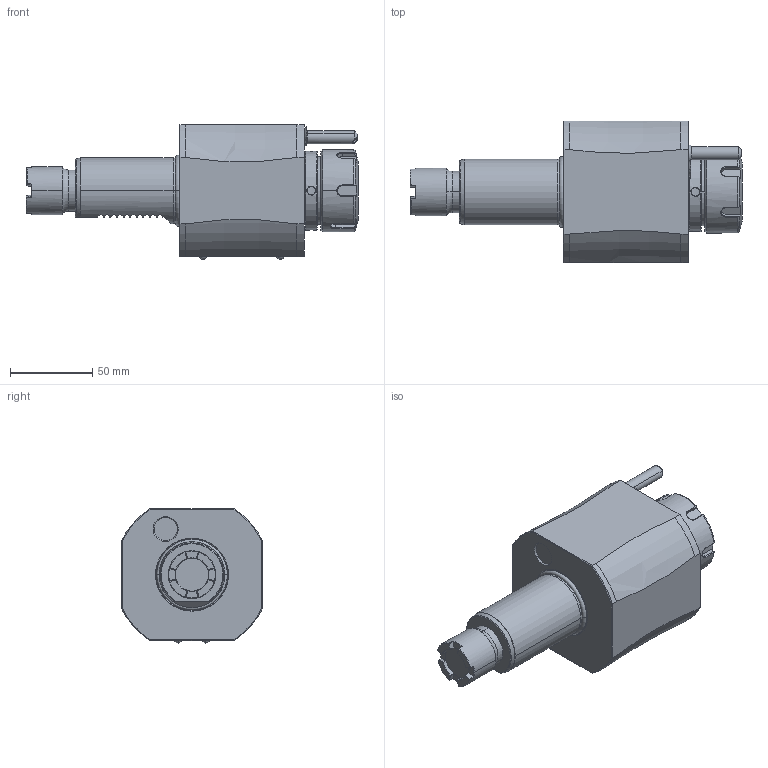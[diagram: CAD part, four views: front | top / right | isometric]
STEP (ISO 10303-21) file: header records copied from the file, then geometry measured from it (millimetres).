
FILE_DESCRIPTION((''),'2;1');
FILE_NAME('NGT1_40_151_32_1JA','2017-03-10T',('vali'),('NOVA GRUP'),'PRO/ENGINEER BY PARAMETRIC TECHNOLOGY CORPORATION, 2010280','PRO/ENGINEER BY PARAMETRIC TECHNOLOGY CORPORATION, 2010280','');
FILE_SCHEMA(('CONFIG_CONTROL_DESIGN'));
Length unit declared in the file: millimetre
Products named in the file (1): NGT1_40_151_32_1JA
Bounding box: 201.6 x 86 x 81.6 mm (x, y, z)
Volume: 623468.8 mm3; surface area: 55083.1 mm2
Topology: 1 solids, 1 shells, 311 faces, 789 edges, 492 vertices
Faces by surface type: plane 116, cylinder 72, bspline 52, cone 43, torus 22, sphere 6
Entity records: 13423 total; most frequent: CARTESIAN_POINT 6610, ORIENTED_EDGE 1570, DIRECTION 1149, EDGE_CURVE 785, VERTEX_POINT 492, AXIS2_PLACEMENT_3D 443, B_SPLINE_CURVE_WITH_KNOTS 338, EDGE_LOOP 329
